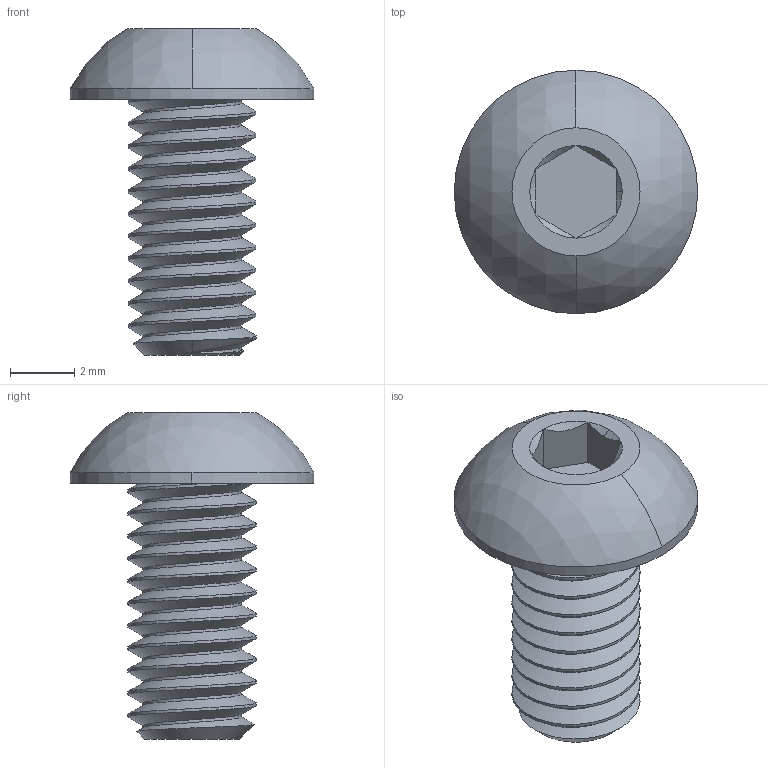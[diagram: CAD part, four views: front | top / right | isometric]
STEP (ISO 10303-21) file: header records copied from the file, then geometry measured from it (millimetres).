
FILE_DESCRIPTION (( 'STEP AP203' ), '1' );
FILE_NAME ('94500A226.step', '2014-02-28T19:56:19', ( '' ), ( '' ), 'SwSTEP 2.0', 'SolidWorks 2012', '' );
FILE_SCHEMA (( 'CONFIG_CONTROL_DESIGN' ));
Length unit declared in the file: millimetre
Products named in the file (1): 94500A226
Bounding box: 7.6 x 7.6 x 10.2 mm (x, y, z)
Volume: 143 mm3; surface area: 279.6 mm2
Topology: 1 solids, 1 shells, 49 faces, 123 edges, 78 vertices
Faces by surface type: cylinder 24, cone 10, plane 10, bspline 3, sphere 2
Entity records: 2939 total; most frequent: CARTESIAN_POINT 1855, ORIENTED_EDGE 246, DIRECTION 175, EDGE_CURVE 123, VERTEX_POINT 78, AXIS2_PLACEMENT_3D 68, EDGE_LOOP 51, FACE_OUTER_BOUND 49
